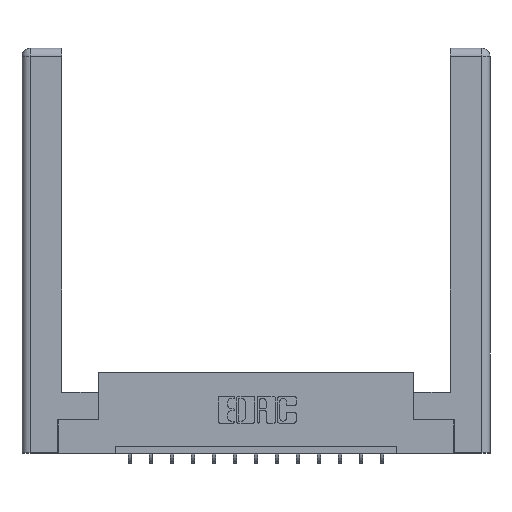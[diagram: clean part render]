
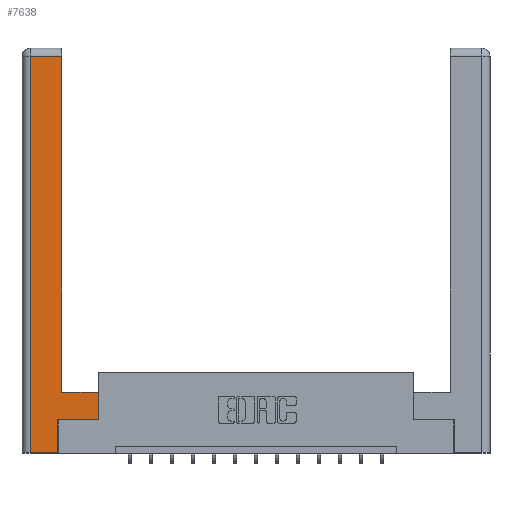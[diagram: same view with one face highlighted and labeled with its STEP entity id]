
A CAD part, top view. The second image highlights one B-rep face of the part: STEP entity #7638.
In plain terms, the highlighted planar face has unit normal (0, 0, 1).
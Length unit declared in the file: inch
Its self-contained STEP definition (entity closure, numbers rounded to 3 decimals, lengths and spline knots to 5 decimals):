
#166 = DIRECTION ( 'NONE',  ( -1., 0., 0. ) ) ;
#616 = CARTESIAN_POINT ( 'NONE',  ( 0.295, 3., 0. ) ) ;
#695 = LINE ( 'NONE', #13566, #2055 ) ;
#927 = VERTEX_POINT ( 'NONE', #1268 ) ;
#990 = VECTOR ( 'NONE', #6854, 39.37008 ) ;
#1050 = DIRECTION ( 'NONE',  ( 0., 1., 0. ) ) ;
#1122 = EDGE_CURVE ( 'NONE', #15334, #15744, #695, .T. ) ;
#1213 = VERTEX_POINT ( 'NONE', #9067 ) ;
#1268 = CARTESIAN_POINT ( 'NONE',  ( 0.565, 0.245, 0. ) ) ;
#1621 = EDGE_CURVE ( 'NONE', #5830, #8418, #5765, .T. ) ;
#1794 = CARTESIAN_POINT ( 'NONE',  ( 0.0615, 2.94, 0. ) ) ;
#1970 = EDGE_CURVE ( 'NONE', #1213, #6048, #2245, .T. ) ;
#2055 = VECTOR ( 'NONE', #8584, 39.37008 ) ;
#2205 = VECTOR ( 'NONE', #5713, 39.37008 ) ;
#2245 = LINE ( 'NONE', #5473, #8462 ) ;
#2498 = ORIENTED_EDGE ( 'NONE', *, *, #1621, .T. ) ;
#2929 = CARTESIAN_POINT ( 'NONE',  ( 0.565, 0.245, 0. ) ) ;
#3219 = ORIENTED_EDGE ( 'NONE', *, *, #1970, .T. ) ;
#3249 = EDGE_CURVE ( 'NONE', #15744, #9145, #14393, .T. ) ;
#3534 = LINE ( 'NONE', #13443, #7591 ) ;
#3798 = DIRECTION ( 'NONE',  ( 0., 0., -1. ) ) ;
#4330 = LINE ( 'NONE', #616, #990 ) ;
#5400 = CARTESIAN_POINT ( 'NONE',  ( 0.265, 0., 0. ) ) ;
#5473 = CARTESIAN_POINT ( 'NONE',  ( 0.295, 0.45, 0. ) ) ;
#5518 = CARTESIAN_POINT ( 'NONE',  ( 0.265, 0.245, 0. ) ) ;
#5713 = DIRECTION ( 'NONE',  ( 1., 0., 0. ) ) ;
#5765 = LINE ( 'NONE', #5518, #7296 ) ;
#5830 = VERTEX_POINT ( 'NONE', #5400 ) ;
#6044 = EDGE_CURVE ( 'NONE', #9145, #5830, #10994, .T. ) ;
#6048 = VERTEX_POINT ( 'NONE', #15885 ) ;
#6219 = CARTESIAN_POINT ( 'NONE',  ( 0.0615, 0., 0. ) ) ;
#6287 = PLANE ( 'NONE',  #9794 ) ;
#6664 = VECTOR ( 'NONE', #14269, 39.37008 ) ;
#6854 = DIRECTION ( 'NONE',  ( 0., 1., 0. ) ) ;
#7070 = ORIENTED_EDGE ( 'NONE', *, *, #6044, .T. ) ;
#7214 = FACE_OUTER_BOUND ( 'NONE', #11333, .T. ) ;
#7296 = VECTOR ( 'NONE', #11686, 39.37008 ) ;
#7463 = EDGE_CURVE ( 'NONE', #6048, #15334, #4330, .T. ) ;
#7591 = VECTOR ( 'NONE', #1050, 39.37008 ) ;
#7638 = ADVANCED_FACE ( 'NONE', ( #7214 ), #6287, .F. ) ;
#7731 = VECTOR ( 'NONE', #13800, 39.37008 ) ;
#7841 = DIRECTION ( 'NONE',  ( -1., 0., 0. ) ) ;
#8418 = VERTEX_POINT ( 'NONE', #15739 ) ;
#8462 = VECTOR ( 'NONE', #7841, 39.37008 ) ;
#8584 = DIRECTION ( 'NONE',  ( -1., 0., 0. ) ) ;
#9067 = CARTESIAN_POINT ( 'NONE',  ( 0.565, 0.45, 0. ) ) ;
#9145 = VERTEX_POINT ( 'NONE', #10810 ) ;
#9251 = CARTESIAN_POINT ( 'NONE',  ( 0.265, 0., 0. ) ) ;
#9768 = ORIENTED_EDGE ( 'NONE', *, *, #11663, .T. ) ;
#9794 = AXIS2_PLACEMENT_3D ( 'NONE', #12401, #3798, #166 ) ;
#10220 = ORIENTED_EDGE ( 'NONE', *, *, #7463, .T. ) ;
#10810 = CARTESIAN_POINT ( 'NONE',  ( 0.0615, 0., 0. ) ) ;
#10994 = LINE ( 'NONE', #9251, #6664 ) ;
#11333 = EDGE_LOOP ( 'NONE', ( #10220, #12840, #13882, #7070, #2498, #9768, #12612, #3219 ) ) ;
#11663 = EDGE_CURVE ( 'NONE', #8418, #927, #16065, .T. ) ;
#11686 = DIRECTION ( 'NONE',  ( 0., 1., 0. ) ) ;
#12401 = CARTESIAN_POINT ( 'NONE',  ( 0., 0., 0. ) ) ;
#12612 = ORIENTED_EDGE ( 'NONE', *, *, #13556, .T. ) ;
#12840 = ORIENTED_EDGE ( 'NONE', *, *, #1122, .T. ) ;
#13443 = CARTESIAN_POINT ( 'NONE',  ( 0.565, 0.45, 0. ) ) ;
#13556 = EDGE_CURVE ( 'NONE', #927, #1213, #3534, .T. ) ;
#13566 = CARTESIAN_POINT ( 'NONE',  ( 0.0615, 2.94, 0. ) ) ;
#13800 = DIRECTION ( 'NONE',  ( 0., -1., 0. ) ) ;
#13882 = ORIENTED_EDGE ( 'NONE', *, *, #3249, .T. ) ;
#14240 = CARTESIAN_POINT ( 'NONE',  ( 0.295, 2.94, 0. ) ) ;
#14269 = DIRECTION ( 'NONE',  ( 1., 0., 0. ) ) ;
#14393 = LINE ( 'NONE', #6219, #7731 ) ;
#15334 = VERTEX_POINT ( 'NONE', #14240 ) ;
#15739 = CARTESIAN_POINT ( 'NONE',  ( 0.265, 0.245, 0. ) ) ;
#15744 = VERTEX_POINT ( 'NONE', #1794 ) ;
#15885 = CARTESIAN_POINT ( 'NONE',  ( 0.295, 0.45, 0. ) ) ;
#16065 = LINE ( 'NONE', #2929, #2205 ) ;
